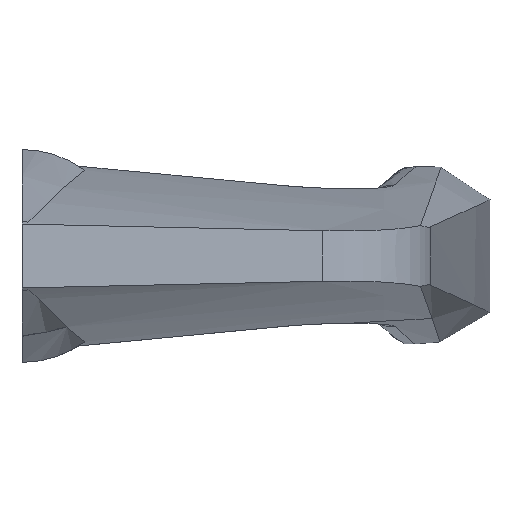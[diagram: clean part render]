
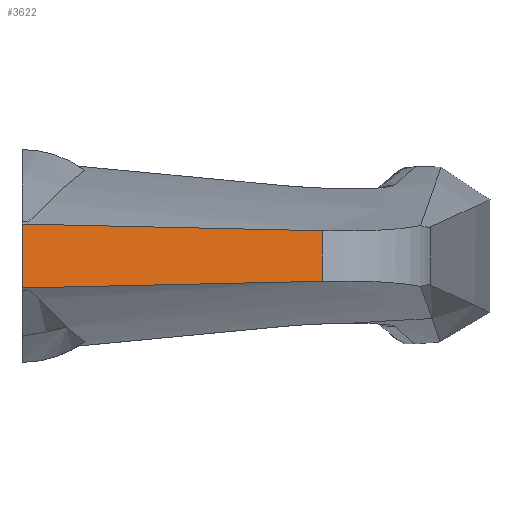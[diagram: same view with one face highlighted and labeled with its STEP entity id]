
A CAD part, left-side view. The second image highlights one B-rep face of the part: STEP entity #3622.
In plain terms, the highlighted free-form (B-spline) face has degree [1, 1] with [2, 2] control points.
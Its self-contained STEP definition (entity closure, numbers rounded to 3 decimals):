
#3578=CARTESIAN_POINT('',(-17.152,0.706,-1.651));
#3579=CARTESIAN_POINT('',(-13.808,-14.84,-1.651));
#3580=CARTESIAN_POINT('',(-17.152,0.706,1.65));
#3581=CARTESIAN_POINT('',(-13.808,-14.84,1.65));
#3582=B_SPLINE_SURFACE_WITH_KNOTS('',1,1,((#3578,#3580),(#3579,#3581)),.UNSPECIFIED.,.F.,.F.,.U.,(2,2),(2,2),(0.0,15.902),(0.0,3.3),.UNSPECIFIED.);
#3583=CARTESIAN_POINT('',(-17.0,0.,-1.501));
#3584=VERTEX_POINT('',#3583);
#3585=CARTESIAN_POINT('',(-13.959,-14.134,-1.188));
#3586=VERTEX_POINT('',#3585);
#3587=CARTESIAN_POINT('',(-17.0,0.,-1.501));
#3588=CARTESIAN_POINT('',(-15.986,-4.713,-1.396));
#3589=CARTESIAN_POINT('',(-14.972,-9.426,-1.292));
#3590=CARTESIAN_POINT('',(-13.959,-14.134,-1.188));
#3591=B_SPLINE_CURVE_WITH_KNOTS('',3,(#3587,#3588,#3589,#3590),.UNSPECIFIED.,.F.,.U.,(4,4),(0.0,0.614),.UNSPECIFIED.);
#3592=EDGE_CURVE('',#3584,#3586,#3591,.T.);
#3593=ORIENTED_EDGE('',*,*,#3592,.T.);
#3594=CARTESIAN_POINT('',(-13.959,-14.134,1.188));
#3595=VERTEX_POINT('',#3594);
#3596=CARTESIAN_POINT('',(-13.959,-14.134,-1.188));
#3597=CARTESIAN_POINT('',(-13.959,-14.134,-0.792));
#3598=CARTESIAN_POINT('',(-13.959,-14.134,-0.396));
#3599=CARTESIAN_POINT('',(-13.959,-14.134,0.));
#3600=CARTESIAN_POINT('',(-13.959,-14.134,0.396));
#3601=CARTESIAN_POINT('',(-13.959,-14.134,0.792));
#3602=CARTESIAN_POINT('',(-13.959,-14.134,1.188));
#3603=B_SPLINE_CURVE_WITH_KNOTS('',3,(#3596,#3597,#3598,#3599,#3600,#3601,#3602),.UNSPECIFIED.,.F.,.U.,(4,3,4),(0.,0.001,0.002),.UNSPECIFIED.);
#3604=EDGE_CURVE('',#3586,#3595,#3603,.T.);
#3605=ORIENTED_EDGE('',*,*,#3604,.T.);
#3606=CARTESIAN_POINT('',(-17.,0.,1.5));
#3607=VERTEX_POINT('',#3606);
#3608=CARTESIAN_POINT('',(-17.,0.,1.5));
#3609=CARTESIAN_POINT('',(-15.986,-4.713,1.396));
#3610=CARTESIAN_POINT('',(-14.972,-9.426,1.292));
#3611=CARTESIAN_POINT('',(-13.959,-14.134,1.188));
#3612=B_SPLINE_CURVE_WITH_KNOTS('',3,(#3608,#3609,#3610,#3611),.UNSPECIFIED.,.F.,.U.,(4,4),(0.125,0.739),.UNSPECIFIED.);
#3613=EDGE_CURVE('',#3607,#3595,#3612,.T.);
#3614=ORIENTED_EDGE('',*,*,#3613,.F.);
#3615=CARTESIAN_POINT('',(-17.0,0.,-1.501));
#3616=CARTESIAN_POINT('',(-17.,0.,1.5));
#3617=QUASI_UNIFORM_CURVE('',1,(#3615,#3616),.UNSPECIFIED.,.F.,.U.);
#3618=EDGE_CURVE('',#3584,#3607,#3617,.T.);
#3619=ORIENTED_EDGE('',*,*,#3618,.F.);
#3620=EDGE_LOOP('',(#3593,#3605,#3614,#3619));
#3621=FACE_OUTER_BOUND('',#3620,.T.);
#3622=ADVANCED_FACE('',(#3621),#3582,.T.);
